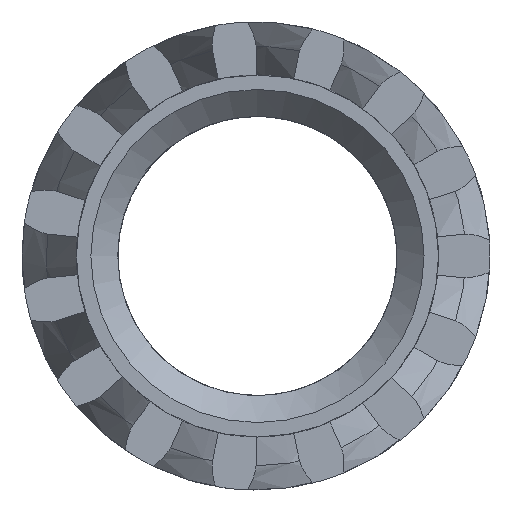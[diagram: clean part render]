
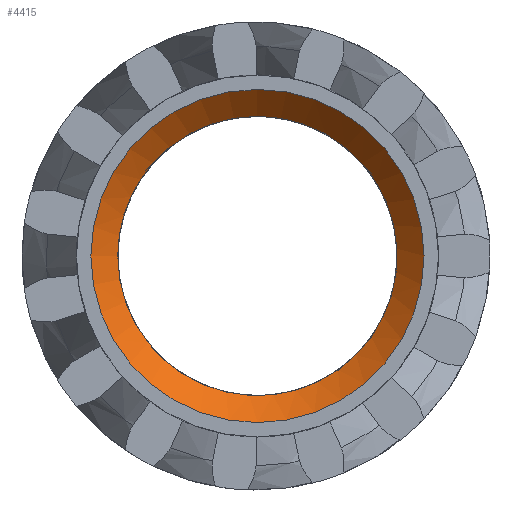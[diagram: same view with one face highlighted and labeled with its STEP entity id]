
A CAD part, front view. The second image highlights one B-rep face of the part: STEP entity #4415.
In plain terms, the highlighted conical face has half-angle 45 degrees and reference radius 1.138 mm.
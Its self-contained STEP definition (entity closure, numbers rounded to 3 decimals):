
#205=CONICAL_SURFACE('',#4710,1.138,0.785);
#438=FACE_OUTER_BOUND('',#701,.T.);
#701=EDGE_LOOP('',(#2939,#2940,#2941,#2942,#2943,#2944));
#950=CIRCLE('',#4695,1.038);
#954=CIRCLE('',#4708,1.038);
#955=CIRCLE('',#4709,1.038);
#956=CIRCLE('',#4711,1.238);
#1457=LINE('',#6779,#1535);
#1535=VECTOR('',#5030,1.138);
#1614=VERTEX_POINT('',#5838);
#1615=VERTEX_POINT('',#5852);
#1634=VERTEX_POINT('',#6487);
#1635=VERTEX_POINT('',#6778);
#2110=EDGE_CURVE('',#1615,#1614,#950,.T.);
#2141=EDGE_CURVE('',#1634,#1615,#954,.T.);
#2142=EDGE_CURVE('',#1614,#1634,#955,.T.);
#2145=EDGE_CURVE('',#1634,#1635,#1457,.T.);
#2146=EDGE_CURVE('',#1635,#1635,#956,.T.);
#2939=ORIENTED_EDGE('',*,*,#2142,.T.);
#2940=ORIENTED_EDGE('',*,*,#2145,.T.);
#2941=ORIENTED_EDGE('',*,*,#2146,.T.);
#2942=ORIENTED_EDGE('',*,*,#2145,.F.);
#2943=ORIENTED_EDGE('',*,*,#2141,.T.);
#2944=ORIENTED_EDGE('',*,*,#2110,.T.);
#4415=ADVANCED_FACE('',(#438),#205,.F.);
#4695=AXIS2_PLACEMENT_3D('',#5853,#4991,#4992);
#4708=AXIS2_PLACEMENT_3D('',#6488,#5024,#5025);
#4709=AXIS2_PLACEMENT_3D('',#6489,#5026,#5027);
#4710=AXIS2_PLACEMENT_3D('',#6777,#5028,#5029);
#4711=AXIS2_PLACEMENT_3D('',#6780,#5031,#5032);
#4991=DIRECTION('center_axis',(0.,1.,0.));
#4992=DIRECTION('ref_axis',(1.,0.,0.));
#5024=DIRECTION('center_axis',(0.,1.,0.));
#5025=DIRECTION('ref_axis',(1.,0.,0.));
#5026=DIRECTION('center_axis',(0.,1.,0.));
#5027=DIRECTION('ref_axis',(1.,0.,0.));
#5028=DIRECTION('center_axis',(0.,-1.,0.));
#5029=DIRECTION('ref_axis',(1.,0.,0.));
#5030=DIRECTION('',(-0.707,-0.707,0.));
#5031=DIRECTION('center_axis',(0.,-1.,0.));
#5032=DIRECTION('ref_axis',(1.,0.,0.));
#5838=CARTESIAN_POINT('',(0.776,-2.8,0.689));
#5852=CARTESIAN_POINT('',(-0.778,-2.8,0.689));
#5853=CARTESIAN_POINT('Origin',(0.,-2.8,0.));
#6487=CARTESIAN_POINT('',(-1.038,-2.8,0.));
#6488=CARTESIAN_POINT('Origin',(0.,-2.8,0.));
#6489=CARTESIAN_POINT('Origin',(0.,-2.8,0.));
#6777=CARTESIAN_POINT('Origin',(0.,-2.9,0.));
#6778=CARTESIAN_POINT('',(-1.238,-3.,0.));
#6779=CARTESIAN_POINT('',(-1.138,-2.9,0.));
#6780=CARTESIAN_POINT('Origin',(0.,-3.,0.));
